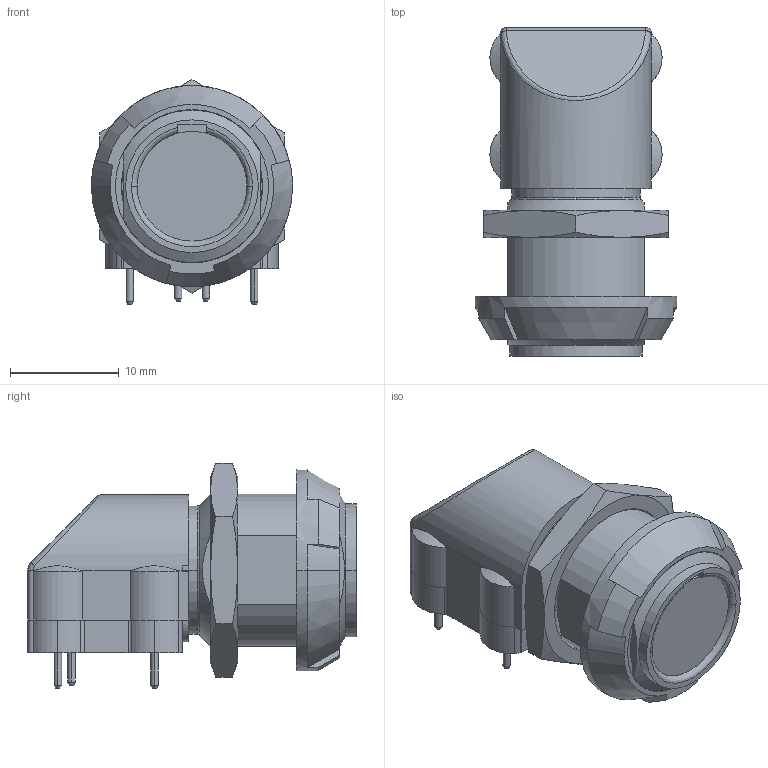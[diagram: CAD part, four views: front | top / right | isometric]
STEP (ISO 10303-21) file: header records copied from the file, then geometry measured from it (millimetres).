
FILE_DESCRIPTION (( 'STEP AP214' ), '1' );
FILE_NAME ('PXG.M0.2GG.NG.STEP', '2016-02-05T19:41:53', ( '' ), ( '' ), 'SwSTEP 2.0', 'SolidWorks 2012', '' );
FILE_SCHEMA (( 'AUTOMOTIVE_DESIGN' ));
Length unit declared in the file: millimetre
Products named in the file (11): pxg_m0_2gg_ng_10; pxg_m0_2gg_ng_9; pxg_m0_2gg_ng_8; pxg_m0_2gg_ng_7; pxg_m0_2gg_ng_6; pxg_m0_2gg_ng_5; pxg_m0_2gg_ng_4; pxg_m0_2gg_ng_3; pxg_m0_2gg_ng_2; pxg_m0_2gg_ng; PXG.M0.2GG.NG
Assembly tree (10 placements, depth 2):
  PXG.M0.2GG.NG
    pxg_m0_2gg_ng
    pxg_m0_2gg_ng_2
    pxg_m0_2gg_ng_3
    pxg_m0_2gg_ng_4
    pxg_m0_2gg_ng_5
    pxg_m0_2gg_ng_6
    pxg_m0_2gg_ng_7
    pxg_m0_2gg_ng_8
    pxg_m0_2gg_ng_9
    pxg_m0_2gg_ng_10
Bounding box: 18.5 x 30.2 x 20.69 mm (x, y, z)
Volume: 1249.8 mm3; surface area: 3847.1 mm2
Topology: 9 solids, 13 shells, 429 faces, 1096 edges, 717 vertices
Faces by surface type: plane 196, cylinder 148, cone 67, bspline 10, torus 8
Entity records: 19120 total; most frequent: CARTESIAN_POINT 3301, DIRECTION 2294, ORIENTED_EDGE 2188, EDGE_CURVE 1096, AXIS2_PLACEMENT_3D 853, VERTEX_POINT 717, LINE 588, VECTOR 588
